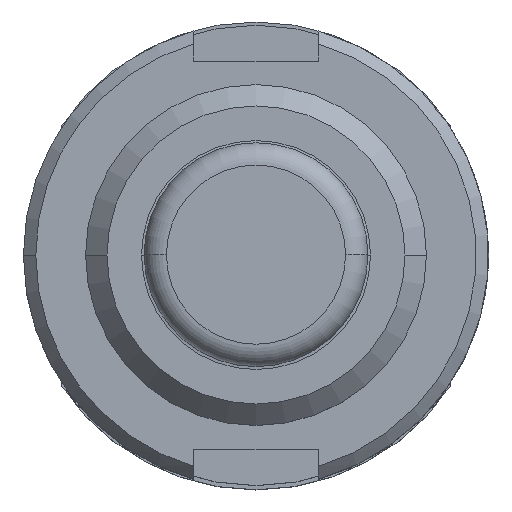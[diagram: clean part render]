
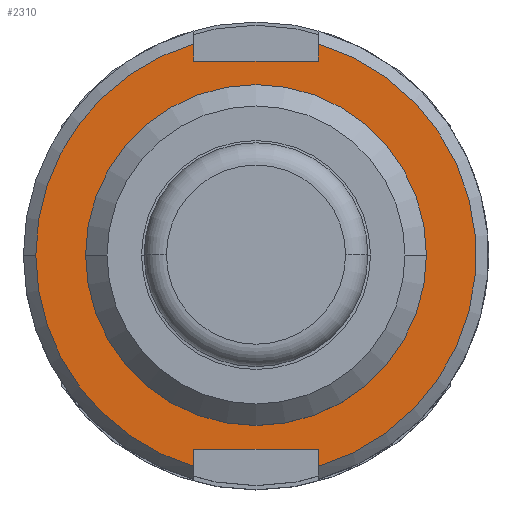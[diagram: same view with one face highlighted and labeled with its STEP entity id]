
A CAD part, top view. The second image highlights one B-rep face of the part: STEP entity #2310.
In plain terms, the highlighted planar face has unit normal (0, 0, 1).
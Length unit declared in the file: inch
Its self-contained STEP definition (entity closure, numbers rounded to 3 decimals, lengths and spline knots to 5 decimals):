
#77 = CARTESIAN_POINT ( 'NONE',  ( -0.025, 0.0849, -0.106 ) ) ;
#101 = VECTOR ( 'NONE', #2067, 39.37008 ) ;
#135 = CARTESIAN_POINT ( 'NONE',  ( 0., 0., -0.106 ) ) ;
#156 = ORIENTED_EDGE ( 'NONE', *, *, #1423, .F. ) ;
#188 = DIRECTION ( 'NONE',  ( 0., -1., 0. ) ) ;
#189 = AXIS2_PLACEMENT_3D ( 'NONE', #486, #1607, #291 ) ;
#210 = VERTEX_POINT ( 'NONE', #837 ) ;
#219 = EDGE_CURVE ( 'NONE', #1592, #779, #464, .T. ) ;
#224 = DIRECTION ( 'NONE',  ( 0., 0., 1. ) ) ;
#234 = PLANE ( 'NONE',  #2184 ) ;
#266 = CIRCLE ( 'NONE', #2072, 0.0885 ) ;
#291 = DIRECTION ( 'NONE',  ( 1., 0., 0. ) ) ;
#324 = ORIENTED_EDGE ( 'NONE', *, *, #2138, .T. ) ;
#395 = CARTESIAN_POINT ( 'NONE',  ( 0., 0., -0.106 ) ) ;
#420 = EDGE_CURVE ( 'NONE', #1705, #923, #1345, .T. ) ;
#446 = CARTESIAN_POINT ( 'NONE',  ( 0.0685, 0., -0.106 ) ) ;
#464 = LINE ( 'NONE', #2333, #912 ) ;
#486 = CARTESIAN_POINT ( 'NONE',  ( 0., 0., -0.106 ) ) ;
#493 = VECTOR ( 'NONE', #2123, 39.37008 ) ;
#568 = CARTESIAN_POINT ( 'NONE',  ( -0.025, -0.118, -0.106 ) ) ;
#577 = AXIS2_PLACEMENT_3D ( 'NONE', #2241, #949, #2051 ) ;
#592 = DIRECTION ( 'NONE',  ( 1., 0., 0. ) ) ;
#596 = ORIENTED_EDGE ( 'NONE', *, *, #219, .F. ) ;
#635 = VERTEX_POINT ( 'NONE', #446 ) ;
#648 = EDGE_CURVE ( 'NONE', #894, #210, #755, .T. ) ;
#661 = EDGE_LOOP ( 'NONE', ( #880, #1595 ) ) ;
#698 = DIRECTION ( 'NONE',  ( 1., 0., 0. ) ) ;
#710 = CIRCLE ( 'NONE', #2197, 0.0885 ) ;
#755 = LINE ( 'NONE', #1761, #493 ) ;
#769 = ORIENTED_EDGE ( 'NONE', *, *, #420, .F. ) ;
#771 = CARTESIAN_POINT ( 'NONE',  ( -0.025, 0.078, -0.106 ) ) ;
#779 = VERTEX_POINT ( 'NONE', #2350 ) ;
#837 = CARTESIAN_POINT ( 'NONE',  ( 0.025, -0.078, -0.106 ) ) ;
#840 = VERTEX_POINT ( 'NONE', #1094 ) ;
#853 = VECTOR ( 'NONE', #188, 39.37008 ) ;
#880 = ORIENTED_EDGE ( 'NONE', *, *, #1061, .F. ) ;
#883 = CARTESIAN_POINT ( 'NONE',  ( 0., 0., -0.106 ) ) ;
#894 = VERTEX_POINT ( 'NONE', #1836 ) ;
#912 = VECTOR ( 'NONE', #1581, 39.37008 ) ;
#923 = VERTEX_POINT ( 'NONE', #1481 ) ;
#949 = DIRECTION ( 'NONE',  ( 0., 0., 1. ) ) ;
#966 = CARTESIAN_POINT ( 'NONE',  ( -0.025, -0.078, -0.106 ) ) ;
#1051 = ORIENTED_EDGE ( 'NONE', *, *, #1425, .T. ) ;
#1061 = EDGE_CURVE ( 'NONE', #635, #840, #1736, .T. ) ;
#1074 = CIRCLE ( 'NONE', #189, 0.0885 ) ;
#1094 = CARTESIAN_POINT ( 'NONE',  ( -0.0685, 0., -0.106 ) ) ;
#1133 = DIRECTION ( 'NONE',  ( 0., -1., 0. ) ) ;
#1145 = CARTESIAN_POINT ( 'NONE',  ( -0.025, -0.0849, -0.106 ) ) ;
#1216 = FACE_BOUND ( 'NONE', #661, .T. ) ;
#1253 = DIRECTION ( 'NONE',  ( 0., 0., 1. ) ) ;
#1298 = ORIENTED_EDGE ( 'NONE', *, *, #2347, .F. ) ;
#1303 = EDGE_CURVE ( 'NONE', #840, #635, #1386, .T. ) ;
#1345 = LINE ( 'NONE', #2419, #1779 ) ;
#1346 = LINE ( 'NONE', #568, #853 ) ;
#1353 = DIRECTION ( 'NONE',  ( 1., 0., 0. ) ) ;
#1386 = CIRCLE ( 'NONE', #577, 0.0685 ) ;
#1423 = EDGE_CURVE ( 'NONE', #210, #1793, #1701, .T. ) ;
#1425 = EDGE_CURVE ( 'NONE', #894, #779, #266, .T. ) ;
#1440 = EDGE_CURVE ( 'NONE', #2316, #1791, #710, .T. ) ;
#1479 = ORIENTED_EDGE ( 'NONE', *, *, #1886, .F. ) ;
#1481 = CARTESIAN_POINT ( 'NONE',  ( -0.025, 0.078, -0.106 ) ) ;
#1539 = CARTESIAN_POINT ( 'NONE',  ( 0., 0., -0.106 ) ) ;
#1581 = DIRECTION ( 'NONE',  ( 0., 1., 0. ) ) ;
#1592 = VERTEX_POINT ( 'NONE', #1759 ) ;
#1595 = ORIENTED_EDGE ( 'NONE', *, *, #1303, .F. ) ;
#1607 = DIRECTION ( 'NONE',  ( 0., 0., 1. ) ) ;
#1701 = LINE ( 'NONE', #2205, #2125 ) ;
#1705 = VERTEX_POINT ( 'NONE', #77 ) ;
#1718 = DIRECTION ( 'NONE',  ( 0., 0., 1. ) ) ;
#1736 = CIRCLE ( 'NONE', #2415, 0.0685 ) ;
#1759 = CARTESIAN_POINT ( 'NONE',  ( 0.025, 0.078, -0.106 ) ) ;
#1761 = CARTESIAN_POINT ( 'NONE',  ( 0.025, -0.118, -0.106 ) ) ;
#1779 = VECTOR ( 'NONE', #1133, 39.37008 ) ;
#1791 = VERTEX_POINT ( 'NONE', #1145 ) ;
#1793 = VERTEX_POINT ( 'NONE', #966 ) ;
#1808 = DIRECTION ( 'NONE',  ( -1., 0., 0. ) ) ;
#1836 = CARTESIAN_POINT ( 'NONE',  ( 0.025, -0.0849, -0.106 ) ) ;
#1886 = EDGE_CURVE ( 'NONE', #1793, #1791, #1346, .T. ) ;
#1987 = DIRECTION ( 'NONE',  ( 0., 0., 1. ) ) ;
#2016 = LINE ( 'NONE', #771, #101 ) ;
#2051 = DIRECTION ( 'NONE',  ( 1., 0., 0. ) ) ;
#2067 = DIRECTION ( 'NONE',  ( 1., 0., 0. ) ) ;
#2072 = AXIS2_PLACEMENT_3D ( 'NONE', #135, #1253, #2363 ) ;
#2123 = DIRECTION ( 'NONE',  ( 0., 1., 0. ) ) ;
#2125 = VECTOR ( 'NONE', #1808, 39.37008 ) ;
#2138 = EDGE_CURVE ( 'NONE', #1705, #2316, #1074, .T. ) ;
#2184 = AXIS2_PLACEMENT_3D ( 'NONE', #1539, #224, #1353 ) ;
#2187 = ORIENTED_EDGE ( 'NONE', *, *, #1440, .T. ) ;
#2188 = FACE_OUTER_BOUND ( 'NONE', #2229, .T. ) ;
#2197 = AXIS2_PLACEMENT_3D ( 'NONE', #883, #1987, #698 ) ;
#2205 = CARTESIAN_POINT ( 'NONE',  ( -0.025, -0.078, -0.106 ) ) ;
#2229 = EDGE_LOOP ( 'NONE', ( #1479, #156, #2287, #1051, #596, #1298, #769, #324, #2187 ) ) ;
#2241 = CARTESIAN_POINT ( 'NONE',  ( 0., 0., -0.106 ) ) ;
#2273 = CARTESIAN_POINT ( 'NONE',  ( -0.0885, 0., -0.106 ) ) ;
#2287 = ORIENTED_EDGE ( 'NONE', *, *, #648, .F. ) ;
#2310 = ADVANCED_FACE ( 'NONE', ( #1216, #2188 ), #234, .T. ) ;
#2316 = VERTEX_POINT ( 'NONE', #2273 ) ;
#2333 = CARTESIAN_POINT ( 'NONE',  ( 0.025, 0.118, -0.106 ) ) ;
#2347 = EDGE_CURVE ( 'NONE', #923, #1592, #2016, .T. ) ;
#2350 = CARTESIAN_POINT ( 'NONE',  ( 0.025, 0.0849, -0.106 ) ) ;
#2363 = DIRECTION ( 'NONE',  ( 1., 0., 0. ) ) ;
#2415 = AXIS2_PLACEMENT_3D ( 'NONE', #395, #1718, #592 ) ;
#2419 = CARTESIAN_POINT ( 'NONE',  ( -0.025, 0.118, -0.106 ) ) ;
